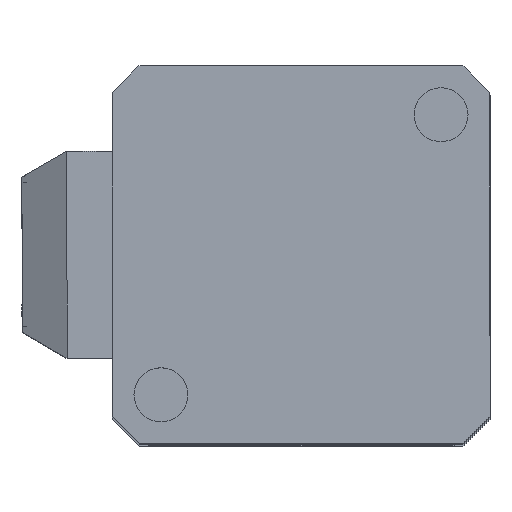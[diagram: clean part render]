
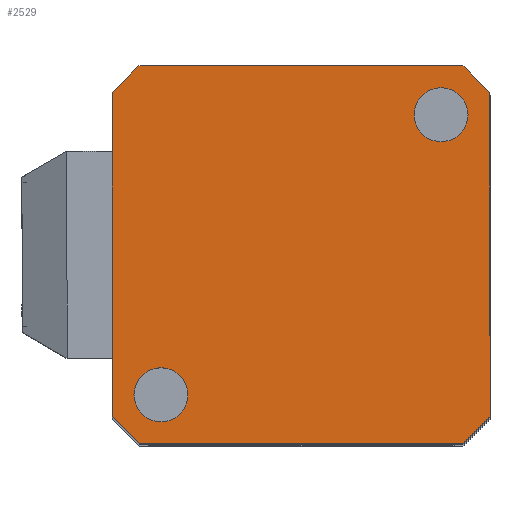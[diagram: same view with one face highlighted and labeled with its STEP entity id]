
A CAD part, top view. The second image highlights one B-rep face of the part: STEP entity #2529.
In plain terms, the highlighted planar face has unit normal (0, 0, 1).
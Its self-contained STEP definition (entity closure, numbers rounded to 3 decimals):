
#157 = DIRECTION ( 'NONE',  ( -1., 0., 0. ) ) ;
#175 = LINE ( 'NONE', #1249, #1862 ) ;
#206 = CARTESIAN_POINT ( 'NONE',  ( -18., -21., 20. ) ) ;
#319 = ORIENTED_EDGE ( 'NONE', *, *, #3904, .F. ) ;
#378 = VERTEX_POINT ( 'NONE', #11923 ) ;
#854 = FACE_BOUND ( 'NONE', #10292, .T. ) ;
#1005 = VERTEX_POINT ( 'NONE', #12003 ) ;
#1249 = CARTESIAN_POINT ( 'NONE',  ( -21., -21., 20. ) ) ;
#1483 = LINE ( 'NONE', #8471, #9794 ) ;
#1532 = CARTESIAN_POINT ( 'NONE',  ( -21., -18., 20. ) ) ;
#1551 = EDGE_CURVE ( 'NONE', #378, #2405, #8774, .T. ) ;
#1758 = VECTOR ( 'NONE', #157, 1000. ) ;
#1763 = PLANE ( 'NONE',  #4307 ) ;
#1862 = VECTOR ( 'NONE', #4802, 1000. ) ;
#1915 = CARTESIAN_POINT ( 'NONE',  ( 21., -18., 20. ) ) ;
#2057 = LINE ( 'NONE', #12358, #8965 ) ;
#2190 = EDGE_LOOP ( 'NONE', ( #8253, #12504, #11935, #9322, #10595, #3968, #6388, #9667 ) ) ;
#2405 = VERTEX_POINT ( 'NONE', #7458 ) ;
#2483 = VERTEX_POINT ( 'NONE', #1915 ) ;
#2529 = ADVANCED_FACE ( 'NONE', ( #7771, #854, #11160 ), #1763, .T. ) ;
#2741 = DIRECTION ( 'NONE',  ( 1., 0., 0. ) ) ;
#3112 = EDGE_CURVE ( 'NONE', #7168, #6632, #1483, .T. ) ;
#3231 = VERTEX_POINT ( 'NONE', #10272 ) ;
#3256 = AXIS2_PLACEMENT_3D ( 'NONE', #3375, #8012, #6864 ) ;
#3304 = LINE ( 'NONE', #4366, #14689 ) ;
#3375 = CARTESIAN_POINT ( 'NONE',  ( -15.556, -15.556, 20. ) ) ;
#3391 = EDGE_CURVE ( 'NONE', #2405, #378, #12446, .T. ) ;
#3459 = DIRECTION ( 'NONE',  ( 0.707, 0.707, 0. ) ) ;
#3659 = LINE ( 'NONE', #3803, #1758 ) ;
#3803 = CARTESIAN_POINT ( 'NONE',  ( -21., 21., 20. ) ) ;
#3806 = CARTESIAN_POINT ( 'NONE',  ( 19.5, -19.5, 20. ) ) ;
#3873 = EDGE_CURVE ( 'NONE', #2483, #3916, #12050, .T. ) ;
#3904 = EDGE_CURVE ( 'NONE', #11861, #12029, #8474, .T. ) ;
#3916 = VERTEX_POINT ( 'NONE', #10622 ) ;
#3968 = ORIENTED_EDGE ( 'NONE', *, *, #11920, .T. ) ;
#4019 = EDGE_CURVE ( 'NONE', #1005, #7168, #2057, .T. ) ;
#4020 = DIRECTION ( 'NONE',  ( 0., 1., 0. ) ) ;
#4284 = CARTESIAN_POINT ( 'NONE',  ( 12.556, 15.556, 20. ) ) ;
#4307 = AXIS2_PLACEMENT_3D ( 'NONE', #5556, #8747, #8671 ) ;
#4366 = CARTESIAN_POINT ( 'NONE',  ( 19.5, 19.5, 20. ) ) ;
#4386 = ORIENTED_EDGE ( 'NONE', *, *, #7846, .F. ) ;
#4590 = VECTOR ( 'NONE', #4020, 1000. ) ;
#4616 = VERTEX_POINT ( 'NONE', #5692 ) ;
#4801 = EDGE_CURVE ( 'NONE', #6632, #13750, #13263, .T. ) ;
#4802 = DIRECTION ( 'NONE',  ( 1., 0., 0. ) ) ;
#4849 = CARTESIAN_POINT ( 'NONE',  ( -19.5, -19.5, 20. ) ) ;
#4894 = VECTOR ( 'NONE', #3459, 1000. ) ;
#5132 = CIRCLE ( 'NONE', #8770, 3. ) ;
#5382 = DIRECTION ( 'NONE',  ( -0.707, -0.707, 0. ) ) ;
#5556 = CARTESIAN_POINT ( 'NONE',  ( 0., 0., 20. ) ) ;
#5610 = EDGE_LOOP ( 'NONE', ( #10190, #12688 ) ) ;
#5692 = CARTESIAN_POINT ( 'NONE',  ( 18., 21., 20. ) ) ;
#5911 = CARTESIAN_POINT ( 'NONE',  ( 15.556, 15.556, 20. ) ) ;
#6115 = DIRECTION ( 'NONE',  ( 0., -1., 0. ) ) ;
#6388 = ORIENTED_EDGE ( 'NONE', *, *, #8601, .T. ) ;
#6632 = VERTEX_POINT ( 'NONE', #1532 ) ;
#6864 = DIRECTION ( 'NONE',  ( 1., 0., 0. ) ) ;
#7125 = DIRECTION ( 'NONE',  ( 1., 0., 0. ) ) ;
#7168 = VERTEX_POINT ( 'NONE', #11262 ) ;
#7440 = DIRECTION ( 'NONE',  ( 0., 0., 1. ) ) ;
#7444 = LINE ( 'NONE', #3806, #4894 ) ;
#7458 = CARTESIAN_POINT ( 'NONE',  ( -12.556, -15.556, 20. ) ) ;
#7771 = FACE_BOUND ( 'NONE', #5610, .T. ) ;
#7846 = EDGE_CURVE ( 'NONE', #12029, #11861, #5132, .T. ) ;
#8012 = DIRECTION ( 'NONE',  ( 0., 0., 1. ) ) ;
#8253 = ORIENTED_EDGE ( 'NONE', *, *, #3112, .T. ) ;
#8471 = CARTESIAN_POINT ( 'NONE',  ( -21., 21., 20. ) ) ;
#8474 = CIRCLE ( 'NONE', #10880, 3. ) ;
#8601 = EDGE_CURVE ( 'NONE', #4616, #1005, #3659, .T. ) ;
#8653 = CARTESIAN_POINT ( 'NONE',  ( 15.556, 15.556, 20. ) ) ;
#8671 = DIRECTION ( 'NONE',  ( 1., 0., 0. ) ) ;
#8747 = DIRECTION ( 'NONE',  ( 0., 0., 1. ) ) ;
#8770 = AXIS2_PLACEMENT_3D ( 'NONE', #5911, #12808, #7125 ) ;
#8774 = CIRCLE ( 'NONE', #11427, 3. ) ;
#8965 = VECTOR ( 'NONE', #5382, 1000. ) ;
#9322 = ORIENTED_EDGE ( 'NONE', *, *, #9849, .T. ) ;
#9359 = CARTESIAN_POINT ( 'NONE',  ( 18.556, 15.556, 20. ) ) ;
#9667 = ORIENTED_EDGE ( 'NONE', *, *, #4019, .T. ) ;
#9794 = VECTOR ( 'NONE', #6115, 1000. ) ;
#9849 = EDGE_CURVE ( 'NONE', #3231, #2483, #7444, .T. ) ;
#9913 = DIRECTION ( 'NONE',  ( 1., 0., 0. ) ) ;
#10122 = DIRECTION ( 'NONE',  ( -0.707, 0.707, 0. ) ) ;
#10190 = ORIENTED_EDGE ( 'NONE', *, *, #3391, .F. ) ;
#10272 = CARTESIAN_POINT ( 'NONE',  ( 18., -21., 20. ) ) ;
#10292 = EDGE_LOOP ( 'NONE', ( #4386, #319 ) ) ;
#10595 = ORIENTED_EDGE ( 'NONE', *, *, #3873, .T. ) ;
#10622 = CARTESIAN_POINT ( 'NONE',  ( 21., 18., 20. ) ) ;
#10880 = AXIS2_PLACEMENT_3D ( 'NONE', #8653, #7440, #2741 ) ;
#11160 = FACE_OUTER_BOUND ( 'NONE', #2190, .T. ) ;
#11262 = CARTESIAN_POINT ( 'NONE',  ( -21., 18., 20. ) ) ;
#11427 = AXIS2_PLACEMENT_3D ( 'NONE', #13322, #14314, #9913 ) ;
#11861 = VERTEX_POINT ( 'NONE', #4284 ) ;
#11920 = EDGE_CURVE ( 'NONE', #3916, #4616, #3304, .T. ) ;
#11923 = CARTESIAN_POINT ( 'NONE',  ( -18.556, -15.556, 20. ) ) ;
#11935 = ORIENTED_EDGE ( 'NONE', *, *, #12110, .T. ) ;
#12003 = CARTESIAN_POINT ( 'NONE',  ( -18., 21., 20. ) ) ;
#12029 = VERTEX_POINT ( 'NONE', #9359 ) ;
#12050 = LINE ( 'NONE', #13276, #4590 ) ;
#12110 = EDGE_CURVE ( 'NONE', #13750, #3231, #175, .T. ) ;
#12358 = CARTESIAN_POINT ( 'NONE',  ( -19.5, 19.5, 20. ) ) ;
#12446 = CIRCLE ( 'NONE', #3256, 3. ) ;
#12504 = ORIENTED_EDGE ( 'NONE', *, *, #4801, .T. ) ;
#12688 = ORIENTED_EDGE ( 'NONE', *, *, #1551, .F. ) ;
#12808 = DIRECTION ( 'NONE',  ( 0., 0., 1. ) ) ;
#13263 = LINE ( 'NONE', #4849, #13319 ) ;
#13276 = CARTESIAN_POINT ( 'NONE',  ( 21., 21., 20. ) ) ;
#13319 = VECTOR ( 'NONE', #14324, 1000. ) ;
#13322 = CARTESIAN_POINT ( 'NONE',  ( -15.556, -15.556, 20. ) ) ;
#13750 = VERTEX_POINT ( 'NONE', #206 ) ;
#14314 = DIRECTION ( 'NONE',  ( 0., 0., 1. ) ) ;
#14324 = DIRECTION ( 'NONE',  ( 0.707, -0.707, 0. ) ) ;
#14689 = VECTOR ( 'NONE', #10122, 1000. ) ;
